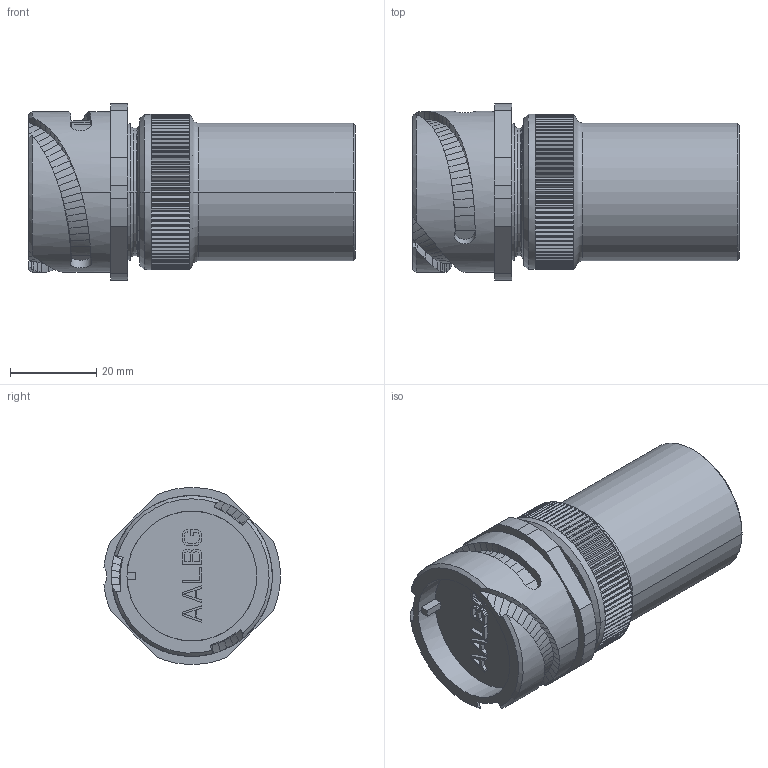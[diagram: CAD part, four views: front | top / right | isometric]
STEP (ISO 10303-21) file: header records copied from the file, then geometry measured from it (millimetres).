
FILE_DESCRIPTION((''),'2;1');
FILE_NAME('VG95234_3101PGPM-22_SW0001','2023-03-22T12:51:41',('paultorloting'),('NET AG system integration'),'CREO PARAMETRIC BY PTC INC, 2021404','CREO PARAMETRIC BY PTC INC, 2021404','');
FILE_SCHEMA(('AUTOMOTIVE_DESIGN { 1 0 10303 214 1 1 1 1 }'));
Length unit declared in the file: millimetre
Products named in the file (1): VG95234_3101PGPM-22_SW0001
Bounding box: 75.81 x 40.95 x 40.99 mm (x, y, z)
Volume: 62975.3 mm3; surface area: 13330.7 mm2
Topology: 1 solids, 1 shells, 894 faces, 2281 edges, 1413 vertices
Faces by surface type: plane 631, bspline 214, cylinder 30, cone 13, torus 6
Entity records: 35599 total; most frequent: CARTESIAN_POINT 10296, ORIENTED_EDGE 4562, DIRECTION 3656, EDGE_CURVE 2281, VECTOR 1581, LINE 1581, VERTEX_POINT 1413, AXIS2_PLACEMENT_3D 1036
